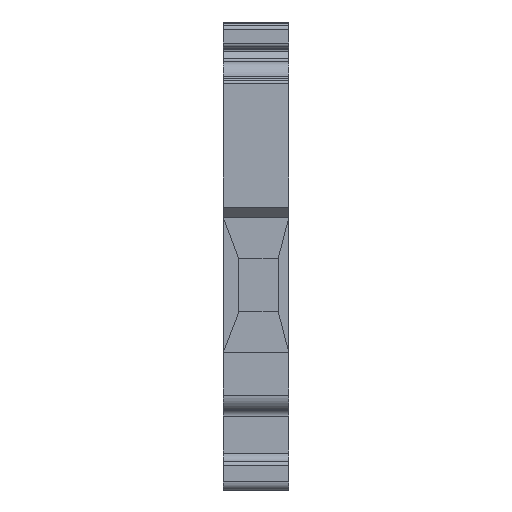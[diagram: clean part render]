
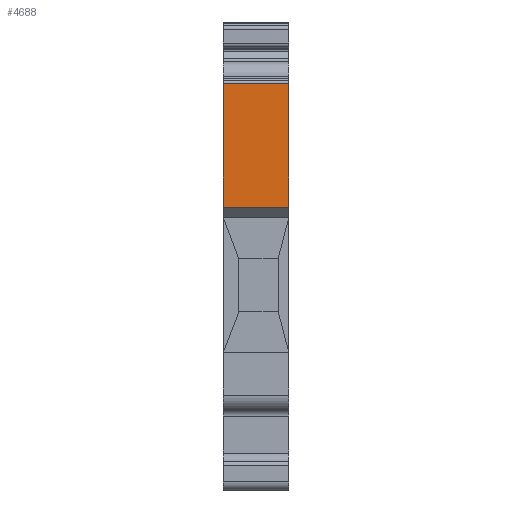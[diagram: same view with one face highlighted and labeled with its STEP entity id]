
A CAD part, left-side view. The second image highlights one B-rep face of the part: STEP entity #4688.
In plain terms, the highlighted planar face has unit normal (-1, 0, 0).
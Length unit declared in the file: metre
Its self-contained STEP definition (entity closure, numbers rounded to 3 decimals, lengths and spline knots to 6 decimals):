
#224=FACE_OUTER_BOUND('',#467,.T.);
#467=EDGE_LOOP('',(#3494,#3495,#3496,#3497));
#818=LINE('',#6703,#1312);
#1060=LINE('',#7394,#1554);
#1063=LINE('',#7399,#1557);
#1064=LINE('',#7400,#1558);
#1312=VECTOR('',#5345,0.015054);
#1554=VECTOR('',#6017,0.008);
#1557=VECTOR('',#6022,0.008);
#1558=VECTOR('',#6023,0.015054);
#1823=VERTEX_POINT('',#6700);
#1824=VERTEX_POINT('',#6702);
#2058=VERTEX_POINT('',#7393);
#2059=VERTEX_POINT('',#7398);
#2262=EDGE_CURVE('',#1824,#1823,#818,.T.);
#2608=EDGE_CURVE('',#2058,#1824,#1060,.T.);
#2611=EDGE_CURVE('',#2059,#1823,#1063,.T.);
#2612=EDGE_CURVE('',#2058,#2059,#1064,.T.);
#3494=ORIENTED_EDGE('',*,*,#2611,.F.);
#3495=ORIENTED_EDGE('',*,*,#2612,.F.);
#3496=ORIENTED_EDGE('',*,*,#2608,.T.);
#3497=ORIENTED_EDGE('',*,*,#2262,.T.);
#4236=PLANE('',#5056);
#4688=ADVANCED_FACE('',(#224),#4236,.F.);
#5056=AXIS2_PLACEMENT_3D('',#7397,#6020,#6021);
#5345=DIRECTION('',(0.,0.,1.));
#6017=DIRECTION('',(0.,-1.,0.));
#6020=DIRECTION('center_axis',(1.,0.,0.));
#6021=DIRECTION('ref_axis',(0.,0.,-1.));
#6022=DIRECTION('',(0.,-1.,0.));
#6023=DIRECTION('',(0.,0.,1.));
#6700=CARTESIAN_POINT('',(-0.04885,0.,0.043204));
#6702=CARTESIAN_POINT('',(-0.04885,0.,0.02815));
#6703=CARTESIAN_POINT('',(-0.04885,0.,0.02815));
#7393=CARTESIAN_POINT('',(-0.04885,0.008,0.02815));
#7394=CARTESIAN_POINT('',(-0.04885,0.008,0.02815));
#7397=CARTESIAN_POINT('Origin',(-0.04885,0.008,0.02815));
#7398=CARTESIAN_POINT('',(-0.04885,0.008,0.043204));
#7399=CARTESIAN_POINT('',(-0.04885,0.008,0.043204));
#7400=CARTESIAN_POINT('',(-0.04885,0.008,0.02815));
